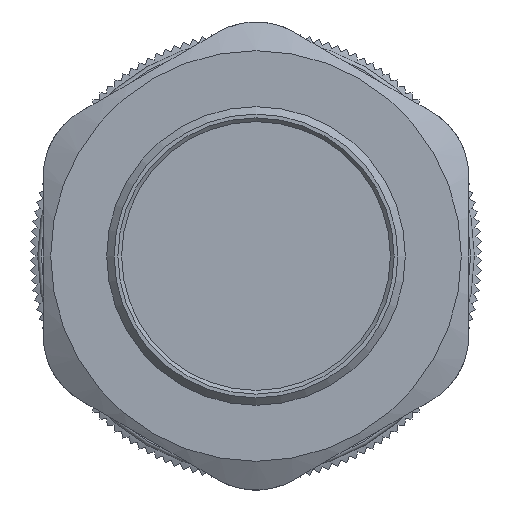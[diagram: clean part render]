
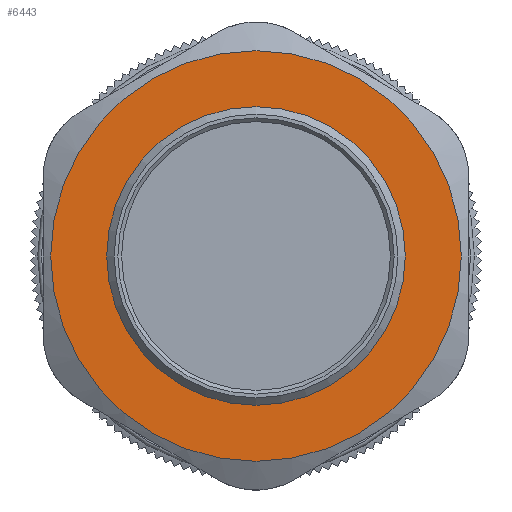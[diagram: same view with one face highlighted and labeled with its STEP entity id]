
A CAD part, front view. The second image highlights one B-rep face of the part: STEP entity #6443.
In plain terms, the highlighted planar face has unit normal (0, -1, 0).
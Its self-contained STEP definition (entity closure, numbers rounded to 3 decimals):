
#1590=FACE_BOUND('',#2274,.T.);
#1937=FACE_OUTER_BOUND('',#2273,.T.);
#2273=EDGE_LOOP('',(#5804));
#2274=EDGE_LOOP('',(#5805));
#2308=CIRCLE('',#6812,27.5);
#2310=CIRCLE('',#6826,19.2);
#2932=VERTEX_POINT('',#11115);
#2945=VERTEX_POINT('',#11258);
#3873=EDGE_CURVE('',#2932,#2932,#2308,.T.);
#3898=EDGE_CURVE('',#2945,#2945,#2310,.T.);
#5804=ORIENTED_EDGE('',*,*,#3873,.F.);
#5805=ORIENTED_EDGE('',*,*,#3898,.T.);
#6114=PLANE('',#6827);
#6443=ADVANCED_FACE('',(#1937,#1590),#6114,.T.);
#6812=AXIS2_PLACEMENT_3D('',#11117,#7820,#7821);
#6826=AXIS2_PLACEMENT_3D('',#11259,#7858,#7859);
#6827=AXIS2_PLACEMENT_3D('',#11261,#7861,#7862);
#7820=DIRECTION('center_axis',(0.,1.,0.));
#7821=DIRECTION('ref_axis',(1.,0.,0.));
#7858=DIRECTION('center_axis',(0.,1.,0.));
#7859=DIRECTION('ref_axis',(1.,0.,0.));
#7861=DIRECTION('center_axis',(0.,-1.,0.));
#7862=DIRECTION('ref_axis',(0.,0.,-1.));
#11115=CARTESIAN_POINT('',(11.757,-23.936,-0.388));
#11117=CARTESIAN_POINT('Origin',(-15.743,-23.936,-0.388));
#11258=CARTESIAN_POINT('',(3.457,-23.936,-0.388));
#11259=CARTESIAN_POINT('Origin',(-15.743,-23.936,-0.388));
#11261=CARTESIAN_POINT('Origin',(-43.243,-23.936,-0.388));
